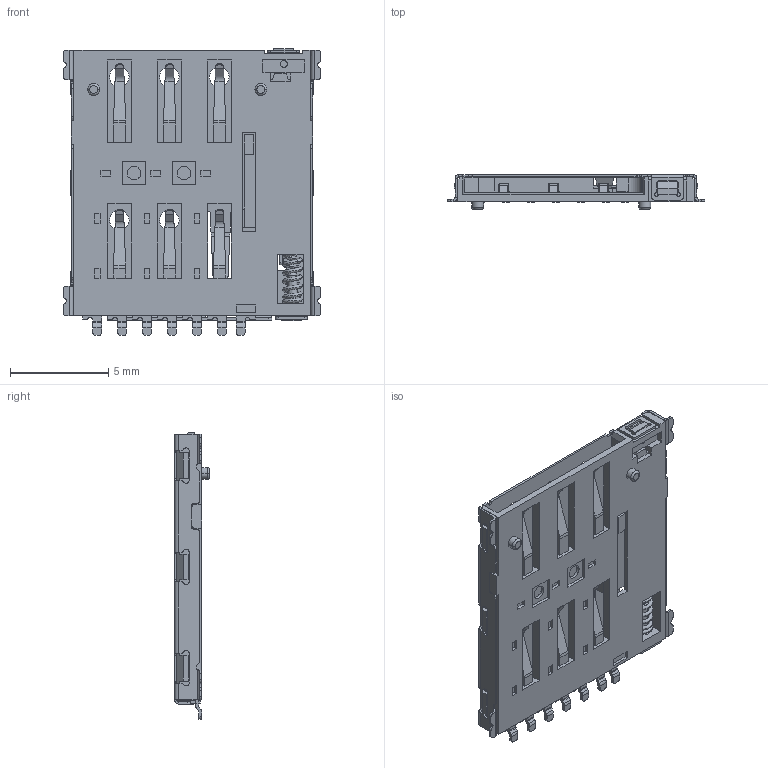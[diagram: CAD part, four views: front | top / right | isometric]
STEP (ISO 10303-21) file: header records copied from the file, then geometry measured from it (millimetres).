
FILE_DESCRIPTION (( 'STEP AP214' ), '1' );
FILE_NAME ('G85D1171012HHR.STEP', '2022-12-26T18:46:57', ( '' ), ( '' ), 'SwSTEP 2.0', 'SolidWorks 2021', '' );
FILE_SCHEMA (( 'AUTOMOTIVE_DESIGN' ));
Length unit declared in the file: millimetre
Products named in the file (1): G85D1171012HHR
Bounding box: 13.09 x 1.77 x 14.58 mm (x, y, z)
Volume: 102.9 mm3; surface area: 902.1 mm2
Topology: 17 solids, 17 shells, 1208 faces, 3223 edges, 2066 vertices
Faces by surface type: plane 765, cylinder 373, bspline 56, torus 8, cone 6
Entity records: 42345 total; most frequent: CARTESIAN_POINT 11976, ORIENTED_EDGE 6446, DIRECTION 6032, EDGE_CURVE 3223, VECTOR 2294, LINE 2294, VERTEX_POINT 2066, AXIS2_PLACEMENT_3D 1869
